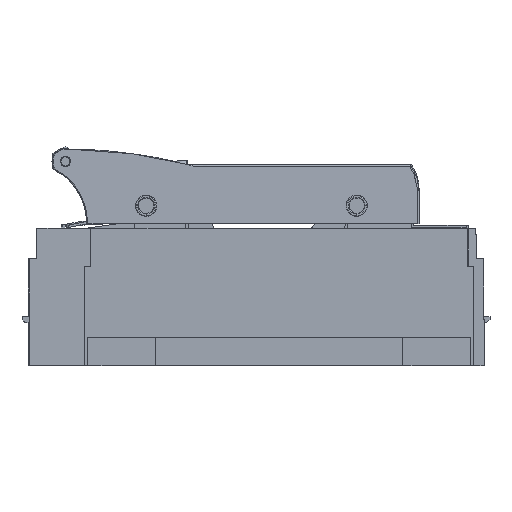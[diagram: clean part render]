
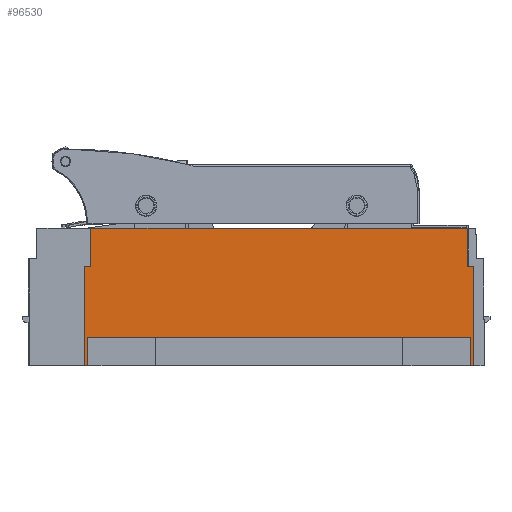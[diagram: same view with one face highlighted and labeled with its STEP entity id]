
A CAD part, front view. The second image highlights one B-rep face of the part: STEP entity #96530.
In plain terms, the highlighted face is planar.
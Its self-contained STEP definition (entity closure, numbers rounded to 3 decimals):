
#96455=AXIS2_PLACEMENT_3D('Plane Axis2P3D',#96452,#96453,#96454) ;
#93779=CARTESIAN_POINT('Vertex',(127.5,124.75,0.)) ;
#93782=CARTESIAN_POINT('Line Origine',(127.5,124.75,32.5)) ;
#93786=CARTESIAN_POINT('Vertex',(127.5,124.75,65.)) ;
#96021=CARTESIAN_POINT('Vertex',(125.5,124.75,0.)) ;
#96024=CARTESIAN_POINT('Line Origine',(126.5,124.75,0.)) ;
#96171=CARTESIAN_POINT('Vertex',(-127.5,124.75,0.)) ;
#96174=CARTESIAN_POINT('Line Origine',(-126.5,124.75,0.)) ;
#96178=CARTESIAN_POINT('Vertex',(-125.5,124.75,0.)) ;
#96452=CARTESIAN_POINT('Axis2P3D Location',(0.,124.75,0.)) ;
#96457=CARTESIAN_POINT('Line Origine',(0.,124.75,90.)) ;
#96461=CARTESIAN_POINT('Vertex',(-123.5,124.75,90.)) ;
#96463=CARTESIAN_POINT('Vertex',(123.5,124.75,90.)) ;
#96466=CARTESIAN_POINT('Line Origine',(123.5,124.75,77.5)) ;
#96470=CARTESIAN_POINT('Vertex',(123.5,124.75,65.)) ;
#96473=CARTESIAN_POINT('Line Origine',(125.5,124.75,65.)) ;
#96478=CARTESIAN_POINT('Line Origine',(125.5,124.75,9.25)) ;
#96482=CARTESIAN_POINT('Vertex',(125.5,124.75,18.5)) ;
#96485=CARTESIAN_POINT('Line Origine',(0.,124.75,18.5)) ;
#96489=CARTESIAN_POINT('Vertex',(-125.5,124.75,18.5)) ;
#96492=CARTESIAN_POINT('Line Origine',(-125.5,124.75,9.25)) ;
#96497=CARTESIAN_POINT('Line Origine',(-127.5,124.75,32.5)) ;
#96501=CARTESIAN_POINT('Vertex',(-127.5,124.75,65.)) ;
#96504=CARTESIAN_POINT('Line Origine',(-125.5,124.75,65.)) ;
#96508=CARTESIAN_POINT('Vertex',(-123.5,124.75,65.)) ;
#96511=CARTESIAN_POINT('Line Origine',(-123.5,124.75,77.5)) ;
#93783=DIRECTION('Vector Direction',(0.,0.,1.)) ;
#96025=DIRECTION('Vector Direction',(1.,0.,0.)) ;
#96175=DIRECTION('Vector Direction',(1.,0.,0.)) ;
#96453=DIRECTION('Axis2P3D Direction',(0.,1.,0.)) ;
#96454=DIRECTION('Axis2P3D XDirection',(0.,0.,1.)) ;
#96458=DIRECTION('Vector Direction',(1.,0.,0.)) ;
#96467=DIRECTION('Vector Direction',(0.,0.,1.)) ;
#96474=DIRECTION('Vector Direction',(1.,0.,0.)) ;
#96479=DIRECTION('Vector Direction',(0.,0.,1.)) ;
#96486=DIRECTION('Vector Direction',(1.,0.,0.)) ;
#96493=DIRECTION('Vector Direction',(0.,0.,1.)) ;
#96498=DIRECTION('Vector Direction',(0.,0.,1.)) ;
#96505=DIRECTION('Vector Direction',(-1.,0.,0.)) ;
#96512=DIRECTION('Vector Direction',(0.,0.,1.)) ;
#93784=VECTOR('Line Direction',#93783,1.) ;
#96026=VECTOR('Line Direction',#96025,1.) ;
#96176=VECTOR('Line Direction',#96175,1.) ;
#96459=VECTOR('Line Direction',#96458,1.) ;
#96468=VECTOR('Line Direction',#96467,1.) ;
#96475=VECTOR('Line Direction',#96474,1.) ;
#96480=VECTOR('Line Direction',#96479,1.) ;
#96487=VECTOR('Line Direction',#96486,1.) ;
#96494=VECTOR('Line Direction',#96493,1.) ;
#96499=VECTOR('Line Direction',#96498,1.) ;
#96506=VECTOR('Line Direction',#96505,1.) ;
#96513=VECTOR('Line Direction',#96512,1.) ;
#96517=ORIENTED_EDGE('',*,*,#96465,.T.) ;
#96518=ORIENTED_EDGE('',*,*,#96472,.F.) ;
#96519=ORIENTED_EDGE('',*,*,#96477,.T.) ;
#96520=ORIENTED_EDGE('',*,*,#93788,.F.) ;
#96521=ORIENTED_EDGE('',*,*,#96028,.F.) ;
#96522=ORIENTED_EDGE('',*,*,#96484,.T.) ;
#96523=ORIENTED_EDGE('',*,*,#96491,.T.) ;
#96524=ORIENTED_EDGE('',*,*,#96496,.F.) ;
#96525=ORIENTED_EDGE('',*,*,#96180,.F.) ;
#96526=ORIENTED_EDGE('',*,*,#96503,.T.) ;
#96527=ORIENTED_EDGE('',*,*,#96510,.F.) ;
#96528=ORIENTED_EDGE('',*,*,#96515,.T.) ;
#96530=ADVANCED_FACE('Hauptkoerper nicht benutzen',(#96529),#96456,.T.) ;
#93788=EDGE_CURVE('',#93780,#93787,#93785,.T.) ;
#96028=EDGE_CURVE('',#96022,#93780,#96027,.T.) ;
#96180=EDGE_CURVE('',#96172,#96179,#96177,.T.) ;
#96465=EDGE_CURVE('',#96462,#96464,#96460,.T.) ;
#96472=EDGE_CURVE('',#96471,#96464,#96469,.T.) ;
#96477=EDGE_CURVE('',#96471,#93787,#96476,.T.) ;
#96484=EDGE_CURVE('',#96022,#96483,#96481,.T.) ;
#96491=EDGE_CURVE('',#96483,#96490,#96488,.F.) ;
#96496=EDGE_CURVE('',#96179,#96490,#96495,.T.) ;
#96503=EDGE_CURVE('',#96172,#96502,#96500,.T.) ;
#96510=EDGE_CURVE('',#96509,#96502,#96507,.T.) ;
#96515=EDGE_CURVE('',#96509,#96462,#96514,.T.) ;
#96516=EDGE_LOOP('',(#96517,#96518,#96519,#96520,#96521,#96522,#96523,#96524,#96525,#96526,#96527,#96528)) ;
#96529=FACE_OUTER_BOUND('',#96516,.T.) ;
#93785=LINE('Line',#93782,#93784) ;
#96027=LINE('Line',#96024,#96026) ;
#96177=LINE('Line',#96174,#96176) ;
#96460=LINE('Line',#96457,#96459) ;
#96469=LINE('Line',#96466,#96468) ;
#96476=LINE('Line',#96473,#96475) ;
#96481=LINE('Line',#96478,#96480) ;
#96488=LINE('Line',#96485,#96487) ;
#96495=LINE('Line',#96492,#96494) ;
#96500=LINE('Line',#96497,#96499) ;
#96507=LINE('Line',#96504,#96506) ;
#96514=LINE('Line',#96511,#96513) ;
#96456=PLANE('Plane',#96455) ;
#93780=VERTEX_POINT('',#93779) ;
#93787=VERTEX_POINT('',#93786) ;
#96022=VERTEX_POINT('',#96021) ;
#96172=VERTEX_POINT('',#96171) ;
#96179=VERTEX_POINT('',#96178) ;
#96462=VERTEX_POINT('',#96461) ;
#96464=VERTEX_POINT('',#96463) ;
#96471=VERTEX_POINT('',#96470) ;
#96483=VERTEX_POINT('',#96482) ;
#96490=VERTEX_POINT('',#96489) ;
#96502=VERTEX_POINT('',#96501) ;
#96509=VERTEX_POINT('',#96508) ;
